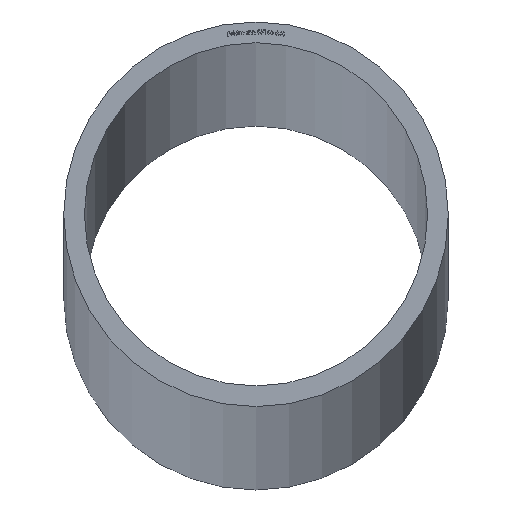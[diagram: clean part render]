
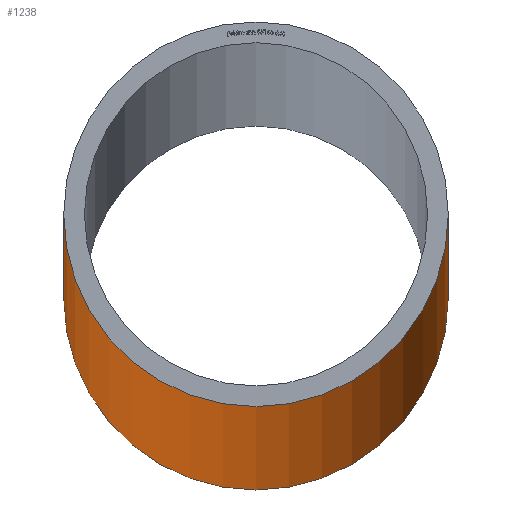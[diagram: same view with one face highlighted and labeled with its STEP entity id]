
A CAD part, top view. The second image highlights one B-rep face of the part: STEP entity #1238.
In plain terms, the highlighted cylindrical face has radius 24.15 mm (diameter 48.3 mm), a partial arc.
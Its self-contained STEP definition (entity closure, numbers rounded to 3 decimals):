
#293 = CARTESIAN_POINT ( 'NONE',  ( -24.15, 0., 0. ) ) ;
#316 = CARTESIAN_POINT ( 'NONE',  ( -24.15, 0., -6000. ) ) ;
#401 = ORIENTED_EDGE ( 'NONE', *, *, #1090, .T. ) ;
#603 = CARTESIAN_POINT ( 'NONE',  ( 0., 0., 0. ) ) ;
#881 = VERTEX_POINT ( 'NONE', #316 ) ;
#1026 = ORIENTED_EDGE ( 'NONE', *, *, #6680, .F. ) ;
#1090 = EDGE_CURVE ( 'NONE', #11971, #7202, #6045, .T. ) ;
#1191 = ORIENTED_EDGE ( 'NONE', *, *, #7687, .F. ) ;
#1238 = ADVANCED_FACE ( 'NONE', ( #5151 ), #1970, .T. ) ;
#1575 = DIRECTION ( 'NONE',  ( 1., 0., 0. ) ) ;
#1621 = CIRCLE ( 'NONE', #5437, 24.15 ) ;
#1635 = CARTESIAN_POINT ( 'NONE',  ( 0., 0., -6000. ) ) ;
#1970 = CYLINDRICAL_SURFACE ( 'NONE', #2755, 24.15 ) ;
#2592 = DIRECTION ( 'NONE',  ( 0., 0., 1. ) ) ;
#2755 = AXIS2_PLACEMENT_3D ( 'NONE', #1635, #2592, #12172 ) ;
#2959 = DIRECTION ( 'NONE',  ( 0., 0., 1. ) ) ;
#3017 = CARTESIAN_POINT ( 'NONE',  ( 24.15, 0., -6000. ) ) ;
#4426 = VERTEX_POINT ( 'NONE', #293 ) ;
#4473 = ORIENTED_EDGE ( 'NONE', *, *, #5286, .T. ) ;
#4605 = LINE ( 'NONE', #11775, #9690 ) ;
#4884 = EDGE_LOOP ( 'NONE', ( #1026, #4473, #401, #1191 ) ) ;
#5151 = FACE_OUTER_BOUND ( 'NONE', #4884, .T. ) ;
#5286 = EDGE_CURVE ( 'NONE', #881, #11971, #1621, .T. ) ;
#5437 = AXIS2_PLACEMENT_3D ( 'NONE', #8730, #2959, #9693 ) ;
#5783 = CARTESIAN_POINT ( 'NONE',  ( 24.15, 0., -6000. ) ) ;
#6028 = DIRECTION ( 'NONE',  ( 0., 0., 1. ) ) ;
#6045 = LINE ( 'NONE', #3017, #10538 ) ;
#6680 = EDGE_CURVE ( 'NONE', #881, #4426, #4605, .T. ) ;
#7202 = VERTEX_POINT ( 'NONE', #10073 ) ;
#7305 = DIRECTION ( 'NONE',  ( 0., 0., 1. ) ) ;
#7687 = EDGE_CURVE ( 'NONE', #4426, #7202, #7711, .T. ) ;
#7711 = CIRCLE ( 'NONE', #9536, 24.15 ) ;
#8730 = CARTESIAN_POINT ( 'NONE',  ( 0., 0., -6000. ) ) ;
#9536 = AXIS2_PLACEMENT_3D ( 'NONE', #603, #7305, #1575 ) ;
#9690 = VECTOR ( 'NONE', #6028, 1000. ) ;
#9693 = DIRECTION ( 'NONE',  ( 1., 0., 0. ) ) ;
#9762 = DIRECTION ( 'NONE',  ( 0., 0., 1. ) ) ;
#10073 = CARTESIAN_POINT ( 'NONE',  ( 24.15, 0., 0. ) ) ;
#10538 = VECTOR ( 'NONE', #9762, 1000. ) ;
#11775 = CARTESIAN_POINT ( 'NONE',  ( -24.15, 0., -6000. ) ) ;
#11971 = VERTEX_POINT ( 'NONE', #5783 ) ;
#12172 = DIRECTION ( 'NONE',  ( 1., 0., 0. ) ) ;
